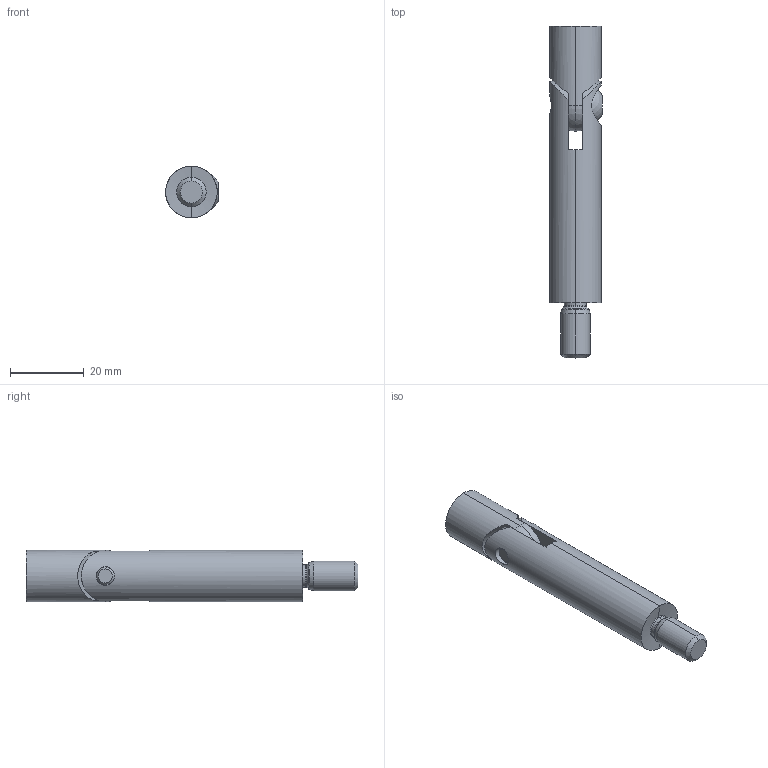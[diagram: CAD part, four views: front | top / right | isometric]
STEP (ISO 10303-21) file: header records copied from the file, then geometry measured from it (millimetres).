
FILE_DESCRIPTION (( 'STEP AP203' ), '1' );
FILE_NAME ('50232-240.STEP', '2018-08-08T10:56:15', ( '' ), ( '' ), 'SwSTEP 2.0', 'SolidWorks 2015', '' );
FILE_SCHEMA (( 'CONFIG_CONTROL_DESIGN' ));
Length unit declared in the file: millimetre
Products named in the file (4): 50232-240; 50232-240 Teil3_ISO 7380 M6x10; 50232-240 Teil2_50232-240 Teil2; 50232-240 Teil1_50232-240 Teil1
Assembly tree (3 placements, depth 2):
  50232-240
    50232-240 Teil1_50232-240 Teil1
    50232-240 Teil2_50232-240 Teil2
    50232-240 Teil3_ISO 7380 M6x10
Bounding box: 14.3 x 90 x 14 mm (x, y, z)
Volume: 11184.2 mm3; surface area: 5641 mm2
Topology: 3 solids, 3 shells, 79 faces, 171 edges, 99 vertices
Faces by surface type: cylinder 26, cone 23, plane 18, torus 8, sphere 4
Entity records: 2798 total; most frequent: CARTESIAN_POINT 639, DIRECTION 413, ORIENTED_EDGE 334, AXIS2_PLACEMENT_3D 176, EDGE_CURVE 167, VERTEX_POINT 99, CIRCLE 91, EDGE_LOOP 90
